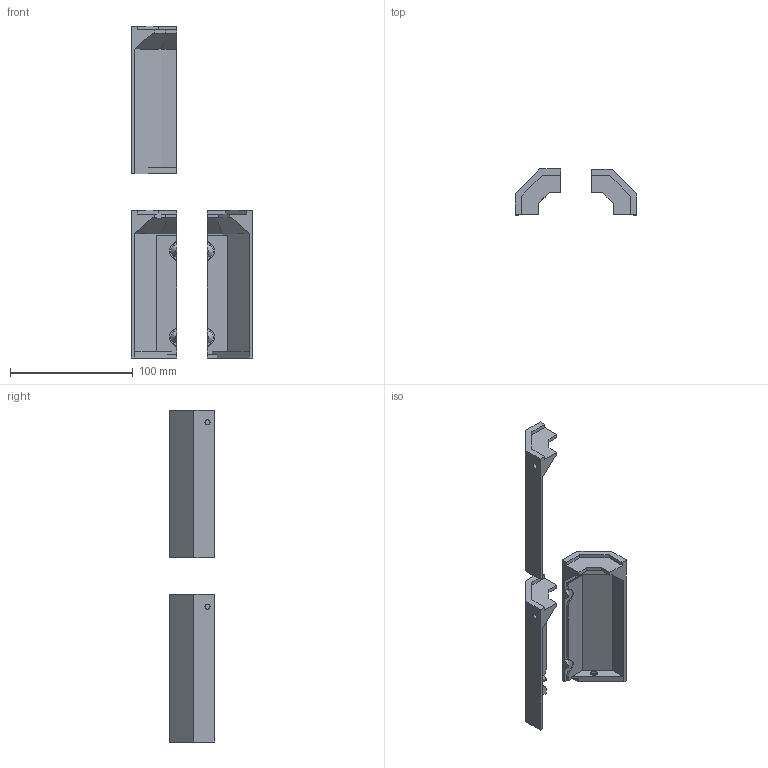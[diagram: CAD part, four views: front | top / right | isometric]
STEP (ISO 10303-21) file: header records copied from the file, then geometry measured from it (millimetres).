
FILE_DESCRIPTION(/* description */ (''),/* implementation_level */ '2;1');
FILE_NAME(/* name */ 'corner blank v1.step',/* time_stamp */ '2025-08-31T23:10:22-07:00',/* author */ (''),/* organization */ (''),/* preprocessor_version */ 'ST-DEVELOPER v20.1',/* originating_system */ 'Autodesk Translation Framework v14.10.0.0',/* authorisation */ '');
FILE_SCHEMA (('AUTOMOTIVE_DESIGN { 1 0 10303 214 3 1 1 }'));
Length unit declared in the file: millimetre
Products named in the file (1): corner blank
Bounding box: 99 x 37 x 270 mm (x, y, z)
Volume: 113980.3 mm3; surface area: 56557.3 mm2
Topology: 3 solids, 3 shells, 143 faces, 368 edges, 240 vertices
Faces by surface type: plane 103, cylinder 32, cone 8
Full cylindrical faces by diameter (mm): 3.4 x3, 4.1 x6, 6 x3
Entity records: 4382 total; most frequent: CARTESIAN_POINT 792, ORIENTED_EDGE 736, DIRECTION 722, EDGE_CURVE 368, LINE 286, VECTOR 286, VERTEX_POINT 240, AXIS2_PLACEMENT_3D 218
